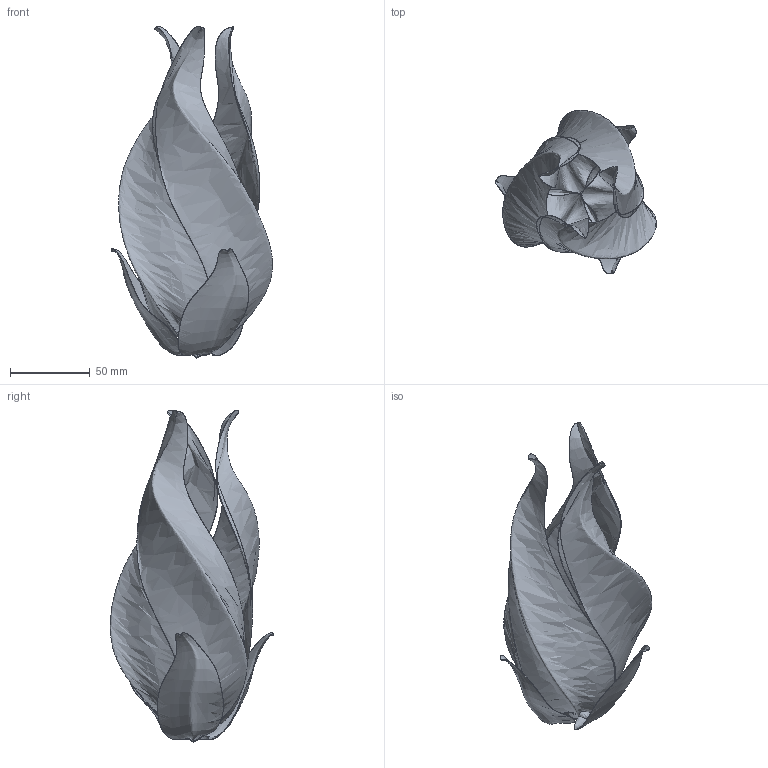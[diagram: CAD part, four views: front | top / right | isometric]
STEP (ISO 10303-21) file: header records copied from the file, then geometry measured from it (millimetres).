
FILE_DESCRIPTION(/* description */ ('Generated from Alias Stage'),/* implementation_level */ '2;1');
FILE_NAME(/* name */ 'flower_214_surface',/* time_stamp */ '2015-07-22T08:49:45-07:00',/* author */ (''),/* organization */ ('Autodesk Alias'),/* preprocessor_version */ 'ST-DEVELOPER v11',/* originating_system */ 'Autodesk OpenModel 2016',/* authorisation */ '');
FILE_SCHEMA (('AUTOMOTIVE_DESIGN { 1 2 10303 214 1 1 1 1 }'));
Length unit declared in the file: metre
Products named in the file (1): flower_214_surface
Bounding box: 101.13 x 102.61 x 208.51 mm (x, y, z)
Surface area: 101217.2 mm2 (no closed solid volume)
Topology: 0 solids, 0 shells, 6 faces, 18 edges, 12 vertices
Faces by surface type: bspline 6
Entity records: 1684 total; most frequent: CARTESIAN_POINT 1656, STYLED_ITEM 6, PRESENTATION_LAYER_ASSIGNMENT 1, PRESENTATION_STYLE_ASSIGNMENT 1, SURFACE_STYLE_USAGE 1, SURFACE_SIDE_STYLE 1, SURFACE_STYLE_FILL_AREA 1, FILL_AREA_STYLE 1
